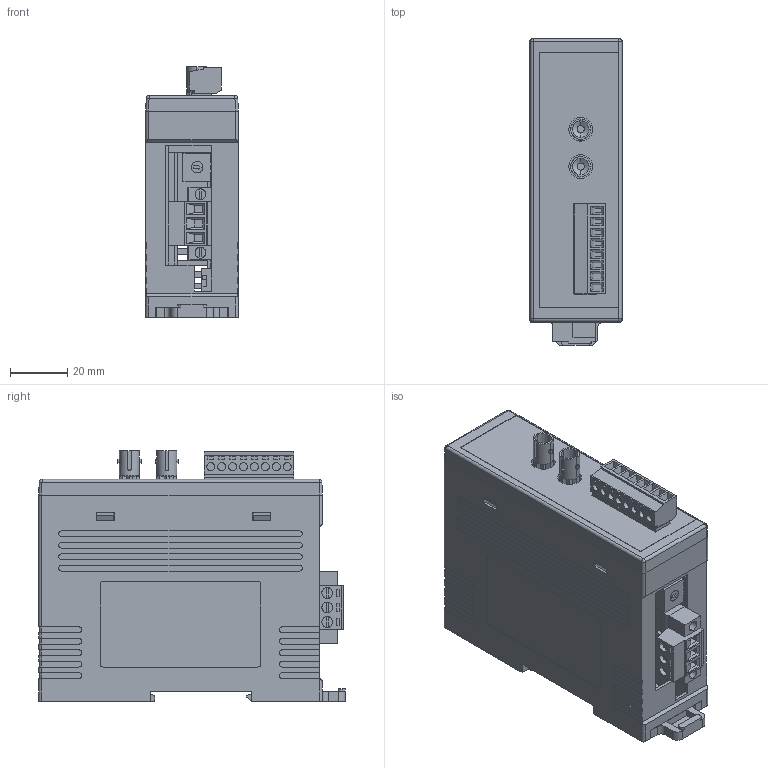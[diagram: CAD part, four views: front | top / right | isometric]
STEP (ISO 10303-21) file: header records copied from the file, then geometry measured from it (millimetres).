
FILE_DESCRIPTION (( 'STEP AP203' ), '1' );
FILE_NAME ('I-2533.STEP', '2019-08-19T10:04:58', ( 'Windows 使用者' ), ( '' ), 'SwSTEP 2.0', 'SolidWorks 2019', '' );
FILE_SCHEMA (( 'CONFIG_CONTROL_DESIGN' ));
Length unit declared in the file: millimetre
Products named in the file (16): MC101-50803; 4SFPP-20M-01; I-2533_PCB; 2DSD009_RV3-16RB-B; ME050-50803; LED x 3_90D; ME030-38108; I-2533; 2DSD008_MK-22D10; 4SFPM-201; 4SFF1K0000008; 4SAPP-201; HFBR-1414; MC420-38108; LED x 2_90D
Assembly tree (16 placements, depth 3):
  I-2533
    4SFPP-20M-01
    I-2533_PCB
      I-2533_PCB
      LED x 3_90D
      LED x 2_90D
      ME030-38108
      2DSD009_RV3-16RB-B
      ME050-50803
      2DSD008_MK-22D10
      HFBR-1414  x2
    4SFF1K0000008
    4SFPM-201
    4SAPP-201
    MC101-50803
    MC420-38108
Bounding box: 32.5 x 107 x 87.54 mm (x, y, z)
Volume: 75875.7 mm3; surface area: 85304.4 mm2
Topology: 15 solids, 15 shells, 1822 faces, 4745 edges, 3065 vertices
Faces by surface type: plane 1455, cylinder 304, sphere 29, cone 28, torus 6
Entity records: 54315 total; most frequent: CARTESIAN_POINT 9471, ORIENTED_EDGE 9034, DIRECTION 8565, EDGE_CURVE 4517, VECTOR 3875, LINE 3875, VERTEX_POINT 2939, AXIS2_PLACEMENT_3D 2345
